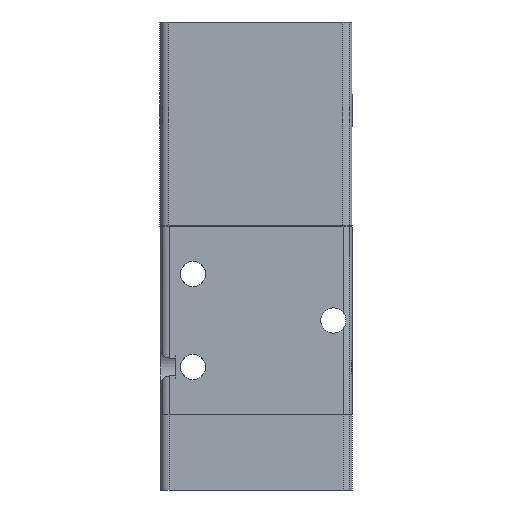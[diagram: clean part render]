
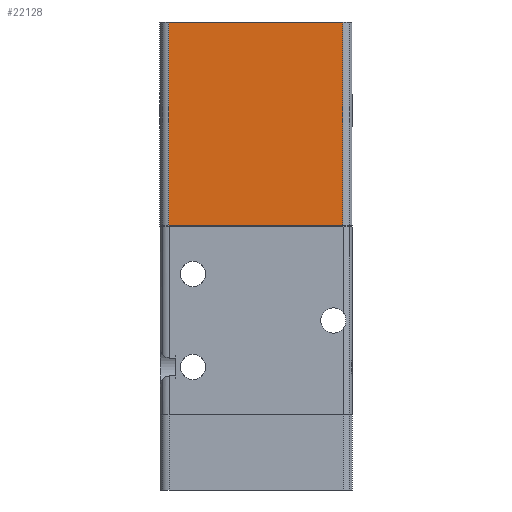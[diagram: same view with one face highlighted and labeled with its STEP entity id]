
A CAD part, left-side view. The second image highlights one B-rep face of the part: STEP entity #22128.
In plain terms, the highlighted face is planar.
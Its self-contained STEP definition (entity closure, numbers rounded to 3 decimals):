
#21989=CARTESIAN_POINT('',(-18.0,13.5,-11.));
#21990=VERTEX_POINT('',#21989);
#21998=CARTESIAN_POINT('',(-18.0,-15.5,-11.));
#21999=VERTEX_POINT('',#21998);
#22000=CARTESIAN_POINT('',(-18.0,-15.5,-11.));
#22001=DIRECTION('',(0.0,1.0,0.0));
#22002=VECTOR('',#22001,29.0);
#22003=LINE('',#22000,#22002);
#22004=EDGE_CURVE('',#21999,#21990,#22003,.T.);
#22086=CARTESIAN_POINT('',(16.,13.5,-11.0));
#22087=VERTEX_POINT('',#22086);
#22095=CARTESIAN_POINT('',(16.,13.5,-11.0));
#22096=DIRECTION('',(-1.0,0.0,0.0));
#22097=VECTOR('',#22096,34.0);
#22098=LINE('',#22095,#22097);
#22099=EDGE_CURVE('',#22087,#21990,#22098,.T.);
#22105=CARTESIAN_POINT('',(-18.0,-17.0,-11.));
#22106=DIRECTION('',(0.0,0.0,-1.0));
#22107=DIRECTION('',(-1.0,0.0,0.0));
#22108=AXIS2_PLACEMENT_3D('',#22105,#22106,#22107);
#22109=PLANE('',#22108);
#22110=ORIENTED_EDGE('',*,*,#22099,.F.);
#22111=CARTESIAN_POINT('',(16.,-15.5,-11.0));
#22112=VERTEX_POINT('',#22111);
#22113=CARTESIAN_POINT('',(16.,-15.5,-11.0));
#22114=DIRECTION('',(0.0,1.0,0.0));
#22115=VECTOR('',#22114,29.0);
#22116=LINE('',#22113,#22115);
#22117=EDGE_CURVE('',#22112,#22087,#22116,.T.);
#22118=ORIENTED_EDGE('',*,*,#22117,.F.);
#22119=CARTESIAN_POINT('',(-18.0,-15.5,-11.));
#22120=DIRECTION('',(1.0,0.0,0.0));
#22121=VECTOR('',#22120,34.0);
#22122=LINE('',#22119,#22121);
#22123=EDGE_CURVE('',#21999,#22112,#22122,.T.);
#22124=ORIENTED_EDGE('',*,*,#22123,.F.);
#22125=ORIENTED_EDGE('',*,*,#22004,.T.);
#22126=EDGE_LOOP('',(#22110,#22118,#22124,#22125));
#22127=FACE_OUTER_BOUND('',#22126,.T.);
#22128=ADVANCED_FACE('',(#22127),#22109,.T.);
